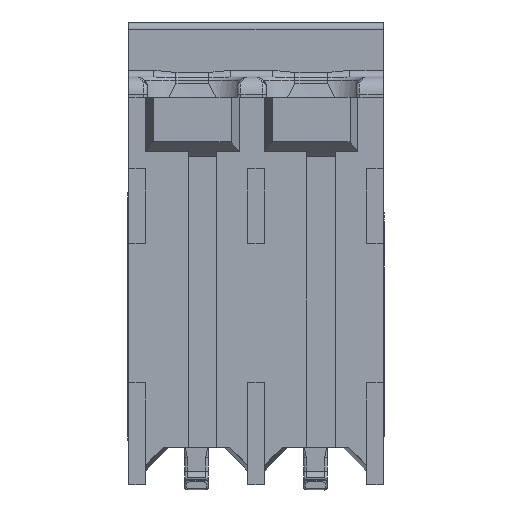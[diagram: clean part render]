
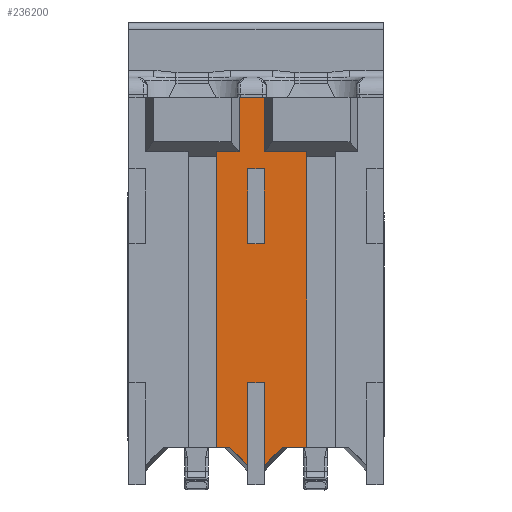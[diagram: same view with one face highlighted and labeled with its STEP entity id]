
A CAD part, front view. The second image highlights one B-rep face of the part: STEP entity #236200.
In plain terms, the highlighted face is planar.
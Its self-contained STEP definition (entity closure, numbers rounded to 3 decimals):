
#1640=CARTESIAN_POINT('',(-27.375,-39.829,
-1.875));
#1650=VERTEX_POINT('',#1640);
#1680=CARTESIAN_POINT('',(-27.375,-39.829,12.625));
#1690=DIRECTION('',(0.,0.,-1.));
#1700=VECTOR('',#1690,1.);
#1710=LINE('',#1680,#1700);
#1720=CARTESIAN_POINT('',(-27.375,-39.829,
-1.375));
#1730=VERTEX_POINT('',#1720);
#1740=EDGE_CURVE('',#1730,#1650,#1710,.T.);
#18950=CARTESIAN_POINT('',(-31.416,-38.358,
-1.125));
#18960=VERTEX_POINT('',#18950);
#22830=CARTESIAN_POINT('',(-31.416,-38.358,
-1.875));
#22840=VERTEX_POINT('',#22830);
#22870=CARTESIAN_POINT('',(-31.416,-38.358,0.));
#22880=DIRECTION('',(0.,0.,1.));
#22890=VECTOR('',#22880,1.);
#22900=LINE('',#22870,#22890);
#22910=EDGE_CURVE('',#22840,#18960,#22900,.T.);
#27780=CARTESIAN_POINT('',(0.,-49.793,-1.375));
#27790=DIRECTION('',(-0.94,0.342,
0.));
#27800=VECTOR('',#27790,1.);
#27810=LINE('',#27780,#27800);
#27820=CARTESIAN_POINT('',(-29.442,-39.076,
-1.375));
#27830=VERTEX_POINT('',#27820);
#27840=EDGE_CURVE('',#1730,#27830,#27810,.T.);
#28170=CARTESIAN_POINT('',(-29.442,-39.076,0.));
#28180=DIRECTION('',(0.,0.,1.));
#28190=VECTOR('',#28180,1.);
#28200=LINE('',#28170,#28190);
#28210=CARTESIAN_POINT('',(-29.442,-39.076,
-1.875));
#28220=VERTEX_POINT('',#28210);
#28230=EDGE_CURVE('',#28220,#27830,#28200,.T.);
#62700=CARTESIAN_POINT('',(-21.737,-41.881,
-0.851));
#62710=VERTEX_POINT('',#62700);
#62740=CARTESIAN_POINT('',(-22.536,-41.59,0.));
#62750=DIRECTION('',(0.664,-0.242,
-0.707));
#62760=VECTOR('',#62750,1.);
#62770=LINE('',#62740,#62760);
#62780=CARTESIAN_POINT('',(-21.244,-42.06,
-1.375));
#62790=VERTEX_POINT('',#62780);
#62800=EDGE_CURVE('',#62710,#62790,#62770,.T.);
#89050=CARTESIAN_POINT('',(-29.918,-38.903,
-1.125));
#89060=VERTEX_POINT('',#89050);
#89090=CARTESIAN_POINT('',(-29.918,-38.903,0.));
#89100=DIRECTION('',(0.,0.,-1.));
#89110=VECTOR('',#89100,1.);
#89120=LINE('',#89090,#89110);
#89130=CARTESIAN_POINT('',(-29.918,-38.903,
-0.475));
#89140=VERTEX_POINT('',#89130);
#89150=EDGE_CURVE('',#89140,#89060,#89120,.T.);
#101180=CARTESIAN_POINT('',(0.,-49.793,
-0.475));
#101190=DIRECTION('',(-0.94,0.342,
0.));
#101200=VECTOR('',#101190,1.);
#101210=LINE('',#101180,#101200);
#101220=CARTESIAN_POINT('',(-21.737,-41.881,
-0.475));
#101230=VERTEX_POINT('',#101220);
#101240=EDGE_CURVE('',#101230,#89140,#101210,.T.);
#128110=CARTESIAN_POINT('',(-29.918,-38.903,
-3.125));
#128120=VERTEX_POINT('',#128110);
#128150=CARTESIAN_POINT('',(-29.918,-38.903,-3.5));
#128160=DIRECTION('',(0.,0.,-1.));
#128170=VECTOR('',#128160,1.);
#128180=LINE('',#128150,#128170);
#128190=CARTESIAN_POINT('',(-29.918,-38.903,
-1.875));
#128200=VERTEX_POINT('',#128190);
#128210=EDGE_CURVE('',#128200,#128120,#128180,.T.);
#135840=CARTESIAN_POINT('',(-23.522,-41.231,
0.));
#135850=DIRECTION('',(0.,0.,-1.));
#135860=VECTOR('',#135850,1.);
#135870=LINE('',#135840,#135860);
#135880=CARTESIAN_POINT('',(-23.522,-41.231,
-1.375));
#135890=VERTEX_POINT('',#135880);
#135900=CARTESIAN_POINT('',(-23.522,-41.231,
-1.875));
#135910=VERTEX_POINT('',#135900);
#135920=EDGE_CURVE('',#135890,#135910,#135870,.T.);
#221080=CARTESIAN_POINT('',(0.,-49.793,-3.125));
#221090=DIRECTION('',(-0.94,0.342,
0.));
#221100=VECTOR('',#221090,1.);
#221110=LINE('',#221080,#221100);
#221120=CARTESIAN_POINT('',(-21.737,-41.881,
-3.125));
#221130=VERTEX_POINT('',#221120);
#221140=EDGE_CURVE('',#221130,#128120,#221110,.T.);
#230480=CARTESIAN_POINT('',(-21.737,-41.881,
-2.399));
#230490=VERTEX_POINT('',#230480);
#230520=CARTESIAN_POINT('',(-21.737,-41.881,-3.5));
#230530=DIRECTION('',(0.,0.,1.));
#230540=VECTOR('',#230530,1.);
#230550=LINE('',#230520,#230540);
#230560=EDGE_CURVE('',#221130,#230490,#230550,.T.);
#235600=CARTESIAN_POINT('',(-30.147,-38.82,
0.375));
#235610=DIRECTION('',(0.342,0.94,
0.));
#235620=DIRECTION('',(0.,0.,-1.));
#235630=AXIS2_PLACEMENT_3D('',#235600,#235610,#235620);
#235640=PLANE('',#235630);
#235650=ORIENTED_EDGE('',*,*,#27840,.T.);
#235660=ORIENTED_EDGE('',*,*,#1740,.F.);
#235670=CARTESIAN_POINT('',(0.,-49.793,
-1.875));
#235680=DIRECTION('',(0.94,-0.342,
0.));
#235690=VECTOR('',#235680,1.);
#235700=LINE('',#235670,#235690);
#235710=EDGE_CURVE('',#28220,#1650,#235700,.T.);
#235720=ORIENTED_EDGE('',*,*,#235710,.T.);
#235730=ORIENTED_EDGE('',*,*,#28230,.F.);
#235740=EDGE_LOOP('',(#235730,#235720,#235660,#235650));
#235750=FACE_BOUND('',#235740,.T.);
#235760=CARTESIAN_POINT('',(-19.482,-42.701,0.));
#235770=DIRECTION('',(0.664,-0.242,
0.707));
#235780=VECTOR('',#235770,1.);
#235790=LINE('',#235760,#235780);
#235800=CARTESIAN_POINT('',(-21.244,-42.06,
-1.875));
#235810=VERTEX_POINT('',#235800);
#235820=EDGE_CURVE('',#230490,#235810,#235790,.T.);
#235830=ORIENTED_EDGE('',*,*,#235820,.F.);
#235840=CARTESIAN_POINT('',(0.,-49.793,
-1.875));
#235850=DIRECTION('',(-0.94,0.342,
0.));
#235860=VECTOR('',#235850,1.);
#235870=LINE('',#235840,#235860);
#235880=EDGE_CURVE('',#235810,#135910,#235870,.T.);
#235890=ORIENTED_EDGE('',*,*,#235880,.F.);
#235900=ORIENTED_EDGE('',*,*,#135920,.T.);
#235910=CARTESIAN_POINT('',(0.,-49.793,-1.375));
#235920=DIRECTION('',(-0.94,0.342,
0.));
#235930=VECTOR('',#235920,1.);
#235940=LINE('',#235910,#235930);
#235950=EDGE_CURVE('',#62790,#135890,#235940,.T.);
#235960=ORIENTED_EDGE('',*,*,#235950,.T.);
#235970=ORIENTED_EDGE('',*,*,#62800,.T.);
#235980=CARTESIAN_POINT('',(-21.737,-41.881,0.));
#235990=DIRECTION('',(0.,0.,-1.));
#236000=VECTOR('',#235990,1.);
#236010=LINE('',#235980,#236000);
#236020=EDGE_CURVE('',#101230,#62710,#236010,.T.);
#236030=ORIENTED_EDGE('',*,*,#236020,.T.);
#236040=ORIENTED_EDGE('',*,*,#101240,.F.);
#236050=ORIENTED_EDGE('',*,*,#89150,.F.);
#236060=CARTESIAN_POINT('',(0.,-49.793,-1.125));
#236070=DIRECTION('',(-0.94,0.342,
0.));
#236080=VECTOR('',#236070,1.);
#236090=LINE('',#236060,#236080);
#236100=EDGE_CURVE('',#89060,#18960,#236090,.T.);
#236110=ORIENTED_EDGE('',*,*,#236100,.F.);
#236120=ORIENTED_EDGE('',*,*,#22910,.T.);
#236130=EDGE_CURVE('',#22840,#128200,#235700,.T.);
#236140=ORIENTED_EDGE('',*,*,#236130,.F.);
#236150=ORIENTED_EDGE('',*,*,#128210,.F.);
#236160=ORIENTED_EDGE('',*,*,#221140,.T.);
#236170=ORIENTED_EDGE('',*,*,#230560,.F.);
#236180=EDGE_LOOP('',(#236170,#236160,#236150,#236140,#236120,#236110,
#236050,#236040,#236030,#235970,#235960,#235900,#235890,#235830));
#236190=FACE_OUTER_BOUND('',#236180,.T.);
#236200=ADVANCED_FACE('',(#235750,#236190),#235640,.T.);
